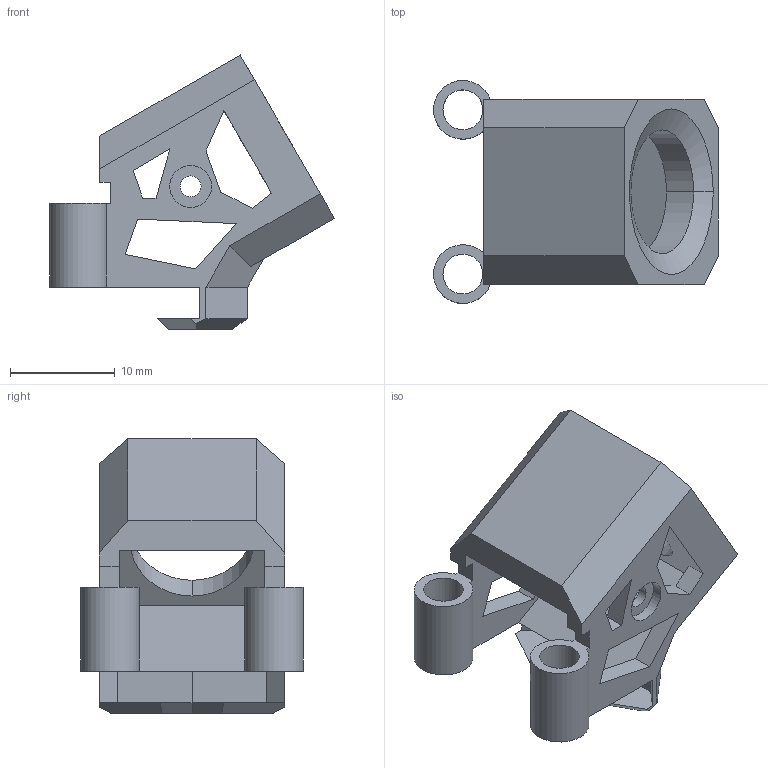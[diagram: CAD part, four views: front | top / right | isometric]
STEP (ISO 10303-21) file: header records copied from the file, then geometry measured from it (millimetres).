
FILE_DESCRIPTION(/* description */ (''),/* implementation_level */ '2;1');
FILE_NAME(/* name */ 'KM_Cam_DevKit.step',/* time_stamp */ '2024-04-27T11:17:49+02:00',/* author */ (''),/* organization */ (''),/* preprocessor_version */ 'ST-DEVELOPER v20',/* originating_system */ 'Autodesk Translation Framework v12.20.1.177',/* authorisation */ '');
FILE_SCHEMA (('AUTOMOTIVE_DESIGN { 1 0 10303 214 3 1 1 }'));
Length unit declared in the file: millimetre
Products named in the file (3): Kayoumini latest; Composant1; Composant2
Assembly tree (2 placements, depth 2):
  Kayoumini latest
    Composant1
    Composant2
Bounding box: 27.2 x 21.28 x 26.16 mm (x, y, z)
Volume: 2389.5 mm3; surface area: 3191.1 mm2
Topology: 1 solids, 1 shells, 81 faces, 233 edges, 154 vertices
Faces by surface type: plane 69, cylinder 10, cone 2
Full cylindrical faces by diameter (mm): 2 x2, 3.8 x2, 4 x2
Entity records: 2866 total; most frequent: CARTESIAN_POINT 479, ORIENTED_EDGE 466, DIRECTION 425, EDGE_CURVE 233, LINE 209, VECTOR 209, VERTEX_POINT 154, AXIS2_PLACEMENT_3D 108
